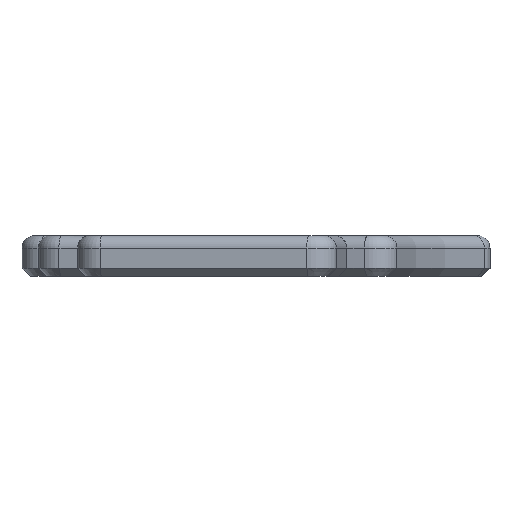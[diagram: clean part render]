
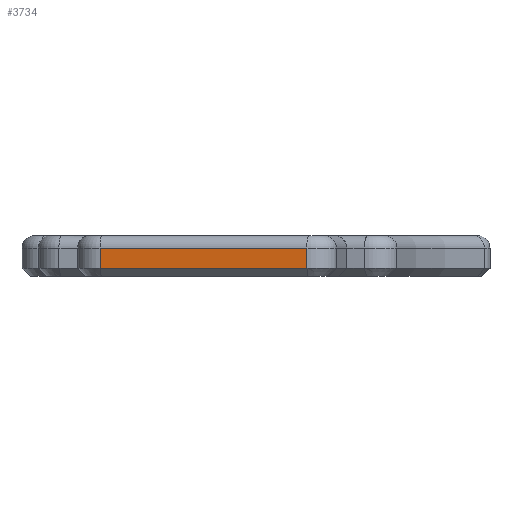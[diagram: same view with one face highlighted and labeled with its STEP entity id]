
A CAD part, left-side view. The second image highlights one B-rep face of the part: STEP entity #3734.
In plain terms, the highlighted planar face has unit normal (-0.99, 0.139, 0).
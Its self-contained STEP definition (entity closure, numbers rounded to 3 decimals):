
#284=FACE_OUTER_BOUND('',#523,.T.);
#523=EDGE_LOOP('',(#2950,#2951,#2952,#2953));
#801=LINE('',#6043,#1134);
#864=LINE('',#6276,#1197);
#865=LINE('',#6280,#1198);
#866=LINE('',#6281,#1199);
#1134=VECTOR('',#4666,10.);
#1197=VECTOR('',#4959,10.);
#1198=VECTOR('',#4964,10.);
#1199=VECTOR('',#4965,10.);
#1742=VERTEX_POINT('',#6037);
#1743=VERTEX_POINT('',#6041);
#1798=VERTEX_POINT('',#6275);
#1799=VERTEX_POINT('',#6279);
#2105=EDGE_CURVE('',#1742,#1743,#801,.T.);
#2221=EDGE_CURVE('',#1798,#1743,#864,.T.);
#2223=EDGE_CURVE('',#1799,#1742,#865,.T.);
#2224=EDGE_CURVE('',#1798,#1799,#866,.T.);
#2950=ORIENTED_EDGE('',*,*,#2105,.F.);
#2951=ORIENTED_EDGE('',*,*,#2223,.F.);
#2952=ORIENTED_EDGE('',*,*,#2224,.F.);
#2953=ORIENTED_EDGE('',*,*,#2221,.T.);
#3578=PLANE('',#4110);
#3734=ADVANCED_FACE('',(#284),#3578,.T.);
#4110=AXIS2_PLACEMENT_3D('',#6278,#4962,#4963);
#4666=DIRECTION('',(-0.139,-0.99,0.));
#4959=DIRECTION('',(0.,0.,1.));
#4962=DIRECTION('center_axis',(-0.99,0.139,0.));
#4963=DIRECTION('ref_axis',(0.139,0.99,0.));
#4964=DIRECTION('',(0.,0.,1.));
#4965=DIRECTION('',(0.139,0.99,0.));
#6037=CARTESIAN_POINT('',(26.443,114.5,2.8));
#6041=CARTESIAN_POINT('',(19.475,64.921,2.8));
#6043=CARTESIAN_POINT('',(21.474,79.146,2.8));
#6275=CARTESIAN_POINT('',(19.475,64.921,-2.));
#6276=CARTESIAN_POINT('',(19.475,64.921,0.));
#6278=CARTESIAN_POINT('Origin',(19.475,64.921,0.));
#6279=CARTESIAN_POINT('',(26.443,114.5,-2.));
#6280=CARTESIAN_POINT('',(26.443,114.5,0.));
#6281=CARTESIAN_POINT('',(21.474,79.146,-2.));
